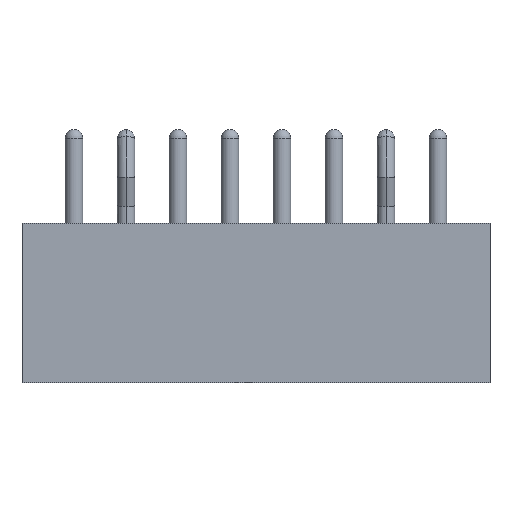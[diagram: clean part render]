
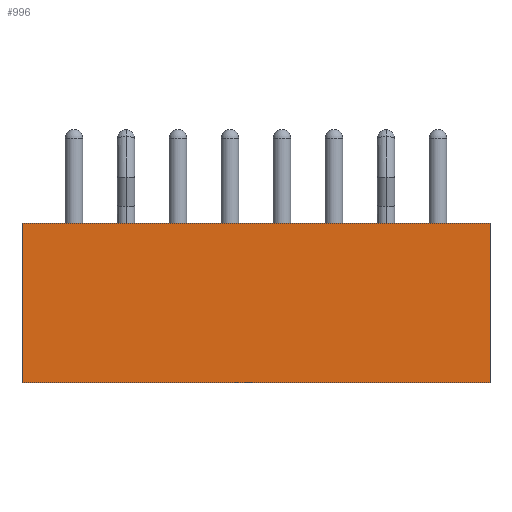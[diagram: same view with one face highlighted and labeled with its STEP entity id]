
A CAD part, front view. The second image highlights one B-rep face of the part: STEP entity #996.
In plain terms, the highlighted planar face has unit normal (0, -1, 0).
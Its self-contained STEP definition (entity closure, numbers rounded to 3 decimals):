
#9=DIRECTION('',(1.,0.,0.));
#10=VECTOR('',#9,13.5);
#11=CARTESIAN_POINT('',(-6.75,-1.75,2.3));
#12=LINE('',#11,#10);
#125=DIRECTION('',(0.,0.,-1.));
#126=VECTOR('',#125,4.6);
#127=CARTESIAN_POINT('',(-6.75,-1.75,2.3));
#128=LINE('',#127,#126);
#129=DIRECTION('',(0.,0.,1.));
#130=VECTOR('',#129,4.6);
#131=CARTESIAN_POINT('',(6.75,-1.75,-2.3));
#132=LINE('',#131,#130);
#133=DIRECTION('',(1.,0.,0.));
#134=VECTOR('',#133,13.5);
#135=CARTESIAN_POINT('',(-6.75,-1.75,-2.3));
#136=LINE('',#135,#134);
#625=CARTESIAN_POINT('',(-6.75,-1.75,-2.3));
#626=VERTEX_POINT('',#625);
#627=CARTESIAN_POINT('',(-6.75,-1.75,2.3));
#628=VERTEX_POINT('',#627);
#671=CARTESIAN_POINT('',(6.75,-1.75,-2.3));
#672=VERTEX_POINT('',#671);
#713=CARTESIAN_POINT('',(6.75,-1.75,2.3));
#714=VERTEX_POINT('',#713);
#984=CARTESIAN_POINT('',(0.,-1.75,0.));
#985=DIRECTION('',(0.,1.,0.));
#986=DIRECTION('',(0.,0.,-1.));
#987=AXIS2_PLACEMENT_3D('',#984,#985,#986);
#988=PLANE('',#987);
#989=ORIENTED_EDGE('',*,*,#908,.F.);
#990=ORIENTED_EDGE('',*,*,#836,.T.);
#992=ORIENTED_EDGE('',*,*,#991,.F.);
#993=ORIENTED_EDGE('',*,*,#969,.F.);
#994=EDGE_LOOP('',(#989,#990,#992,#993));
#995=FACE_OUTER_BOUND('',#994,.F.);
#996=ADVANCED_FACE('',(#995),#988,.F.);
#836=EDGE_CURVE('',#628,#714,#12,.T.);
#908=EDGE_CURVE('',#628,#626,#128,.T.);
#969=EDGE_CURVE('',#626,#672,#136,.T.);
#991=EDGE_CURVE('',#672,#714,#132,.T.);
